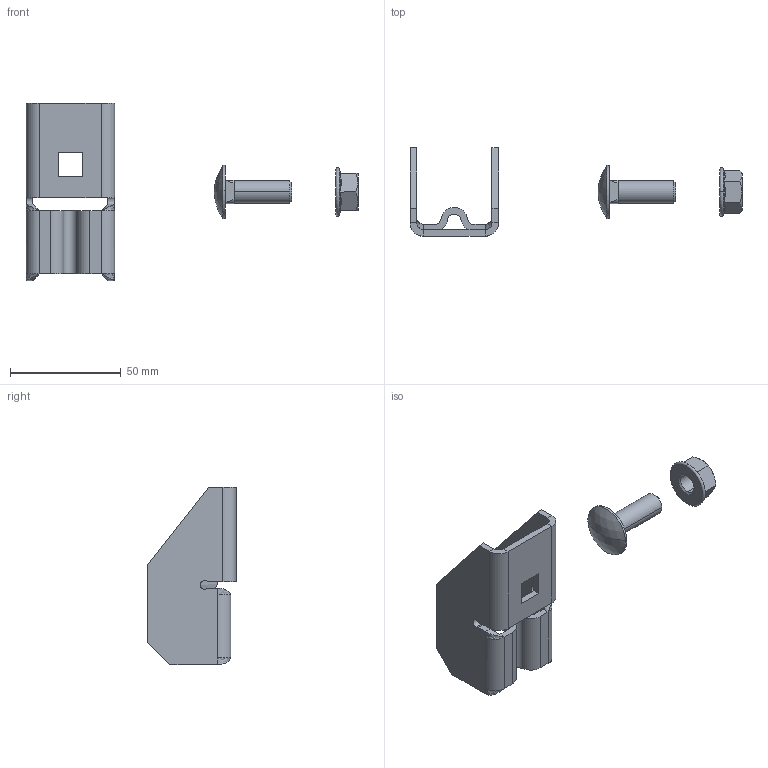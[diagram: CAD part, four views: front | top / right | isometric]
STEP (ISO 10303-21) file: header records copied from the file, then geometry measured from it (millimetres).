
FILE_DESCRIPTION (( 'STEP AP214' ), '1' );
FILE_NAME ('5901255_STEP.STEP', '2023-10-13T12:58:07', ( '' ), ( '' ), 'SwSTEP 2.0', 'SolidWorks 2022', '' );
FILE_SCHEMA (( 'AUTOMOTIVE_DESIGN' ));
Length unit declared in the file: millimetre
Products named in the file (4): 009184_M8x25-; 245912; 020262_DIN EN 1661 - M10; 5901255_STEP
Assembly tree (3 placements, depth 2):
  5901255_STEP
    245912
    020262_DIN EN 1661 - M10
    009184_M8x25-
Bounding box: 150 x 40 x 80 mm (x, y, z)
Volume: 27805.4 mm3; surface area: 19511.6 mm2
Topology: 3 solids, 3 shells, 124 faces, 306 edges, 179 vertices
Faces by surface type: plane 54, cylinder 30, bspline 18, cone 18, torus 2, sphere 2
Entity records: 4826 total; most frequent: CARTESIAN_POINT 1296, ORIENTED_EDGE 596, DIRECTION 529, EDGE_CURVE 298, AXIS2_PLACEMENT_3D 194, VERTEX_POINT 179, LINE 141, VECTOR 141
